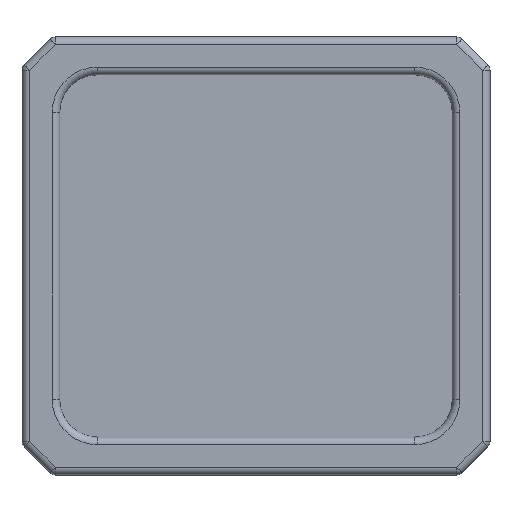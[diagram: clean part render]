
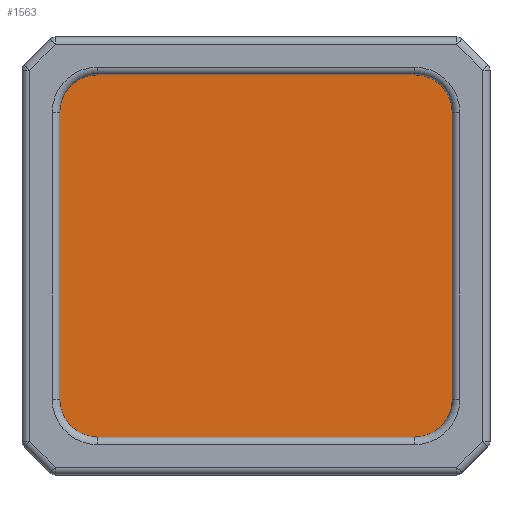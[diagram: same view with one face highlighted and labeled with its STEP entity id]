
A CAD part, top view. The second image highlights one B-rep face of the part: STEP entity #1563.
In plain terms, the highlighted planar face has unit normal (0, 0, 1).
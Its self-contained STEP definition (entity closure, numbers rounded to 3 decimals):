
#36 = ORIENTED_EDGE ( 'NONE', *, *, #518, .F. ) ;
#54 = CARTESIAN_POINT ( 'NONE',  ( 5.5, -15.556, 5. ) ) ;
#78 = VERTEX_POINT ( 'NONE', #1707 ) ;
#133 = DIRECTION ( 'NONE',  ( 1., 0., 0. ) ) ;
#147 = EDGE_CURVE ( 'NONE', #78, #1440, #163, .T. ) ;
#163 = CIRCLE ( 'NONE', #674, 2.5 ) ;
#238 = DIRECTION ( 'NONE',  ( 0., 0., -1. ) ) ;
#258 = VERTEX_POINT ( 'NONE', #1191 ) ;
#259 = VECTOR ( 'NONE', #1404, 1000. ) ;
#265 = CARTESIAN_POINT ( 'NONE',  ( 5.5, 3.444, 5. ) ) ;
#276 = CARTESIAN_POINT ( 'NONE',  ( 5.5, 0., 5. ) ) ;
#278 = DIRECTION ( 'NONE',  ( 0., 0., -1. ) ) ;
#287 = ORIENTED_EDGE ( 'NONE', *, *, #147, .F. ) ;
#318 = DIRECTION ( 'NONE',  ( 0., 0., -1. ) ) ;
#329 = VERTEX_POINT ( 'NONE', #332 ) ;
#332 = CARTESIAN_POINT ( 'NONE',  ( -20.5, 3.444, 5. ) ) ;
#341 = CIRCLE ( 'NONE', #1231, 2.5 ) ;
#378 = ORIENTED_EDGE ( 'NONE', *, *, #486, .F. ) ;
#419 = VECTOR ( 'NONE', #1389, 1000. ) ;
#422 = CARTESIAN_POINT ( 'NONE',  ( -18., -18.056, 5. ) ) ;
#427 = DIRECTION ( 'NONE',  ( 1., 0., 0. ) ) ;
#429 = DIRECTION ( 'NONE',  ( 0., 0., 1. ) ) ;
#456 = CARTESIAN_POINT ( 'NONE',  ( 0., 0., 5. ) ) ;
#486 = EDGE_CURVE ( 'NONE', #258, #1459, #1481, .T. ) ;
#516 = CARTESIAN_POINT ( 'NONE',  ( -20.5, 0., 5. ) ) ;
#518 = EDGE_CURVE ( 'NONE', #733, #329, #1658, .T. ) ;
#543 = VERTEX_POINT ( 'NONE', #54 ) ;
#571 = PLANE ( 'NONE',  #700 ) ;
#605 = EDGE_CURVE ( 'NONE', #543, #258, #971, .T. ) ;
#649 = VECTOR ( 'NONE', #1539, 1000. ) ;
#674 = AXIS2_PLACEMENT_3D ( 'NONE', #1733, #278, #133 ) ;
#700 = AXIS2_PLACEMENT_3D ( 'NONE', #456, #429, #1917 ) ;
#716 = EDGE_CURVE ( 'NONE', #1440, #543, #1492, .T. ) ;
#733 = VERTEX_POINT ( 'NONE', #1046 ) ;
#971 = CIRCLE ( 'NONE', #1709, 2.5 ) ;
#972 = CARTESIAN_POINT ( 'NONE',  ( -18., -15.556, 5. ) ) ;
#973 = CARTESIAN_POINT ( 'NONE',  ( -18., 5.944, 5. ) ) ;
#980 = ORIENTED_EDGE ( 'NONE', *, *, #1390, .F. ) ;
#1031 = LINE ( 'NONE', #1394, #419 ) ;
#1046 = CARTESIAN_POINT ( 'NONE',  ( -20.5, -15.556, 5. ) ) ;
#1175 = EDGE_CURVE ( 'NONE', #1459, #733, #1675, .T. ) ;
#1191 = CARTESIAN_POINT ( 'NONE',  ( 3., -18.056, 5. ) ) ;
#1198 = FACE_OUTER_BOUND ( 'NONE', #1812, .T. ) ;
#1228 = ORIENTED_EDGE ( 'NONE', *, *, #1175, .F. ) ;
#1231 = AXIS2_PLACEMENT_3D ( 'NONE', #1493, #318, #1626 ) ;
#1315 = CARTESIAN_POINT ( 'NONE',  ( 3., -15.556, 5. ) ) ;
#1348 = ORIENTED_EDGE ( 'NONE', *, *, #716, .F. ) ;
#1389 = DIRECTION ( 'NONE',  ( 1., 0., 0. ) ) ;
#1390 = EDGE_CURVE ( 'NONE', #1467, #78, #1031, .T. ) ;
#1394 = CARTESIAN_POINT ( 'NONE',  ( 0., 5.944, 5. ) ) ;
#1404 = DIRECTION ( 'NONE',  ( -1., 0., 0. ) ) ;
#1440 = VERTEX_POINT ( 'NONE', #265 ) ;
#1459 = VERTEX_POINT ( 'NONE', #422 ) ;
#1461 = DIRECTION ( 'NONE',  ( 1., 0., 0. ) ) ;
#1467 = VERTEX_POINT ( 'NONE', #973 ) ;
#1481 = LINE ( 'NONE', #1852, #259 ) ;
#1492 = LINE ( 'NONE', #276, #1896 ) ;
#1493 = CARTESIAN_POINT ( 'NONE',  ( -18., 3.444, 5. ) ) ;
#1539 = DIRECTION ( 'NONE',  ( 0., 1., 0. ) ) ;
#1555 = DIRECTION ( 'NONE',  ( 0., 0., -1. ) ) ;
#1563 = ADVANCED_FACE ( 'NONE', ( #1198 ), #571, .T. ) ;
#1586 = EDGE_CURVE ( 'NONE', #329, #1467, #341, .T. ) ;
#1626 = DIRECTION ( 'NONE',  ( 1., 0., 0. ) ) ;
#1658 = LINE ( 'NONE', #516, #649 ) ;
#1675 = CIRCLE ( 'NONE', #1728, 2.5 ) ;
#1707 = CARTESIAN_POINT ( 'NONE',  ( 3., 5.944, 5. ) ) ;
#1709 = AXIS2_PLACEMENT_3D ( 'NONE', #1315, #1555, #1461 ) ;
#1718 = ORIENTED_EDGE ( 'NONE', *, *, #605, .F. ) ;
#1728 = AXIS2_PLACEMENT_3D ( 'NONE', #972, #238, #427 ) ;
#1733 = CARTESIAN_POINT ( 'NONE',  ( 3., 3.444, 5. ) ) ;
#1757 = DIRECTION ( 'NONE',  ( 0., -1., 0. ) ) ;
#1760 = ORIENTED_EDGE ( 'NONE', *, *, #1586, .F. ) ;
#1812 = EDGE_LOOP ( 'NONE', ( #1718, #1348, #287, #980, #1760, #36, #1228, #378 ) ) ;
#1852 = CARTESIAN_POINT ( 'NONE',  ( 0., -18.056, 5. ) ) ;
#1896 = VECTOR ( 'NONE', #1757, 1000. ) ;
#1917 = DIRECTION ( 'NONE',  ( 1., 0., 0. ) ) ;
